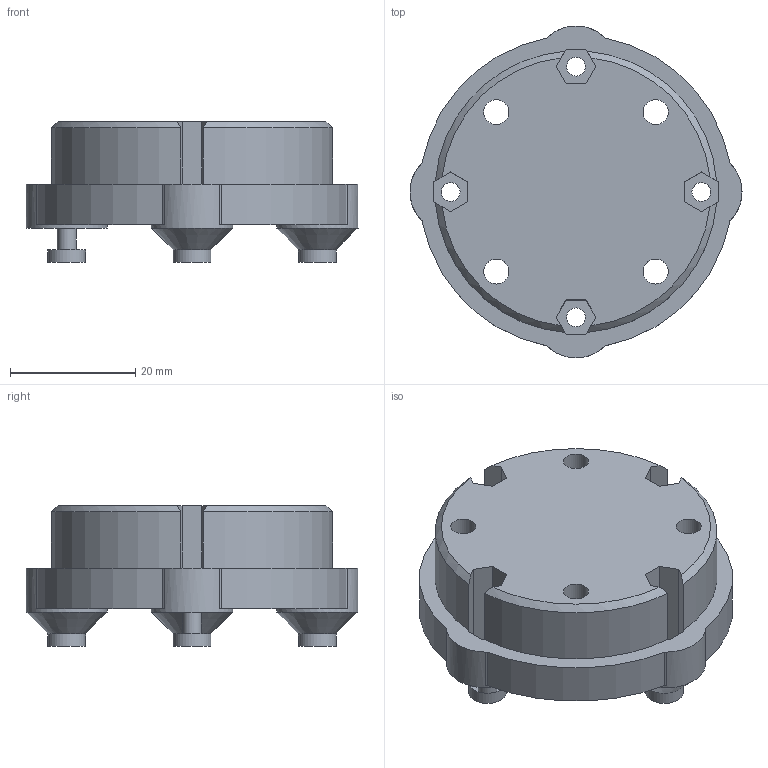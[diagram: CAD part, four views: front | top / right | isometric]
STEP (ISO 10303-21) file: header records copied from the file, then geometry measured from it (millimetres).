
FILE_DESCRIPTION(/* description */ (''),/* implementation_level */ '2;1');
FILE_NAME(/* name */ 'Output_Hub.step',/* time_stamp */ '2022-07-19T20:25:02-04:00',/* author */ (''),/* organization */ (''),/* preprocessor_version */ 'ST-DEVELOPER v19',/* originating_system */ 'Autodesk Translation Framework v11.7.0.108',/* authorisation */ '');
FILE_SCHEMA (('AUTOMOTIVE_DESIGN { 1 0 10303 214 3 1 1 }'));
Length unit declared in the file: millimetre
Products named in the file (1): FusionComponent
Bounding box: 53 x 53 x 22.5 mm (x, y, z)
Volume: 24813.9 mm3; surface area: 9147.9 mm2
Topology: 1 solids, 1 shells, 110 faces, 297 edges, 195 vertices
Faces by surface type: plane 68, cylinder 34, cone 8
Full cylindrical faces by diameter (mm): 3 x4, 4 x4, 6 x4, 13 x4, 25 x1, 27 x1
Entity records: 3524 total; most frequent: CARTESIAN_POINT 619, DIRECTION 602, ORIENTED_EDGE 594, EDGE_CURVE 297, AXIS2_PLACEMENT_3D 202, LINE 198, VECTOR 198, VERTEX_POINT 195
